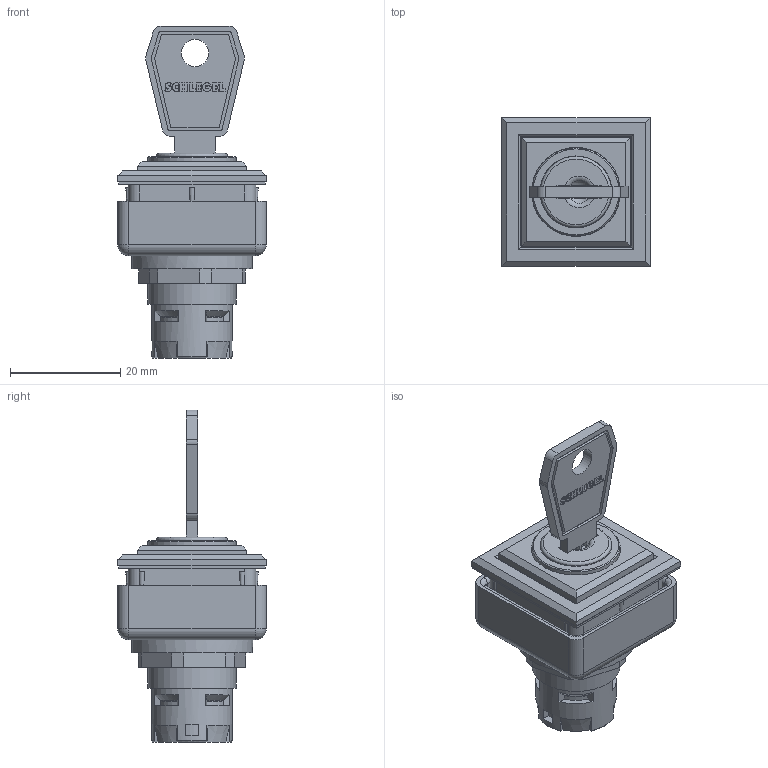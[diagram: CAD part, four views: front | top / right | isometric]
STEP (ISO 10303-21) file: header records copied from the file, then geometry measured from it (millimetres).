
FILE_DESCRIPTION(/* description */ (''),/* implementation_level */ '2;1');
FILE_NAME(/* name */ 'QXJSSA12E.stp',/* time_stamp */ '2020-09-02T09:58:34+02:00',/* author */ ('thagel'),/* organization */ (''),/* preprocessor_version */ 'ST-DEVELOPER v17.2',/* originating_system */ 'Autodesk Inventor 2019',/* authorisation */ '');
FILE_SCHEMA (('AUTOMOTIVE_DESIGN { 1 0 10303 214 3 1 1 }'));
Length unit declared in the file: millimetre
Products named in the file (1): QXJSSA12E
Bounding box: 26.9 x 26.9 x 60.2 mm (x, y, z)
Volume: 14717.4 mm3; surface area: 8734.5 mm2
Topology: 1 solids, 3 shells, 917 faces, 2568 edges, 1675 vertices
Faces by surface type: plane 756, cylinder 102, sphere 22, cone 20, torus 13, bspline 4
Full cylindrical faces by diameter (mm): 5 x2, 12.9 x1, 13.05 x1, 14.65 x1, 16 x3, 16.15 x1, 16.25 x1, 16.5 x1, 19.5 x1, 22 x1
Entity records: 29637 total; most frequent: CARTESIAN_POINT 6069, ORIENTED_EDGE 5096, DIRECTION 4568, EDGE_CURVE 2548, LINE 2164, VECTOR 2164, VERTEX_POINT 1675, AXIS2_PLACEMENT_3D 1202
